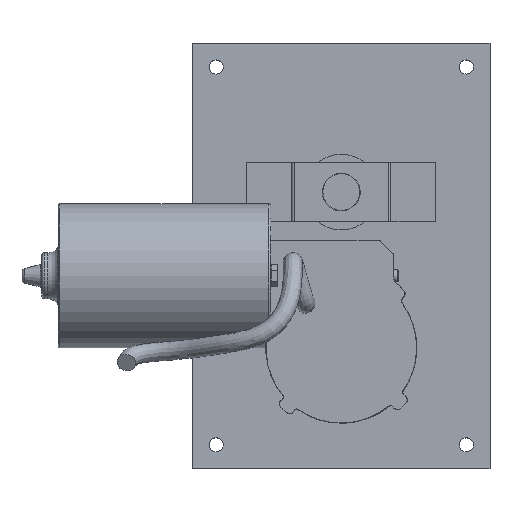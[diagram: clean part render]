
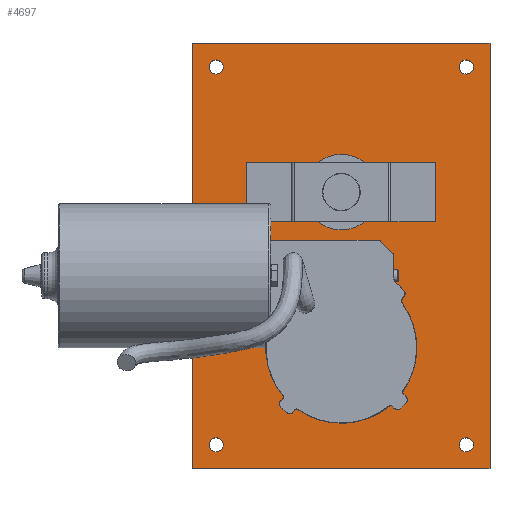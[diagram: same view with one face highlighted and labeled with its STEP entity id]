
A CAD part, top view. The second image highlights one B-rep face of the part: STEP entity #4697.
In plain terms, the highlighted planar face has unit normal (0, 0, 1).
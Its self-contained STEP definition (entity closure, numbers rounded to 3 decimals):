
#3239=FACE_BOUND('',#7114,.T.);
#3240=FACE_BOUND('',#7115,.T.);
#3241=FACE_BOUND('',#7116,.T.);
#3242=FACE_BOUND('',#7117,.T.);
#3243=FACE_BOUND('',#7118,.T.);
#3244=FACE_BOUND('',#7119,.T.);
#3245=FACE_BOUND('',#7120,.T.);
#3246=FACE_BOUND('',#7121,.T.);
#3247=FACE_BOUND('',#7122,.T.);
#3248=FACE_BOUND('',#7123,.T.);
#3461=CIRCLE('',#20589,3.);
#3462=CIRCLE('',#20590,3.);
#3463=CIRCLE('',#20591,3.);
#3464=CIRCLE('',#20592,3.);
#3465=CIRCLE('',#20593,3.);
#3466=CIRCLE('',#20594,3.);
#3467=CIRCLE('',#20595,3.);
#3468=CIRCLE('',#20596,16.);
#3469=CIRCLE('',#20597,15.);
#4697=ADVANCED_FACE('',(#3239,#3240,#3241,#3242,#3243,#3244,#3245,#3246,
#3247,#3248),#5813,.T.);
#5813=PLANE('',#20598);
#7114=EDGE_LOOP('',(#8406));
#7115=EDGE_LOOP('',(#8407));
#7116=EDGE_LOOP('',(#8408));
#7117=EDGE_LOOP('',(#8409));
#7118=EDGE_LOOP('',(#8410));
#7119=EDGE_LOOP('',(#8411));
#7120=EDGE_LOOP('',(#8412));
#7121=EDGE_LOOP('',(#8413));
#7122=EDGE_LOOP('',(#8414));
#7123=EDGE_LOOP('',(#8415,#8416,#8417,#8418));
#8406=ORIENTED_EDGE('',*,*,#15778,.F.);
#8407=ORIENTED_EDGE('',*,*,#15779,.F.);
#8408=ORIENTED_EDGE('',*,*,#15780,.F.);
#8409=ORIENTED_EDGE('',*,*,#15781,.F.);
#8410=ORIENTED_EDGE('',*,*,#15782,.T.);
#8411=ORIENTED_EDGE('',*,*,#15783,.T.);
#8412=ORIENTED_EDGE('',*,*,#15784,.F.);
#8413=ORIENTED_EDGE('',*,*,#15785,.F.);
#8414=ORIENTED_EDGE('',*,*,#15786,.F.);
#8415=ORIENTED_EDGE('',*,*,#15768,.T.);
#8416=ORIENTED_EDGE('',*,*,#15772,.T.);
#8417=ORIENTED_EDGE('',*,*,#15775,.T.);
#8418=ORIENTED_EDGE('',*,*,#15777,.T.);
#13956=VERTEX_POINT('',#29590);
#13957=VERTEX_POINT('',#29592);
#13959=VERTEX_POINT('',#29598);
#13961=VERTEX_POINT('',#29604);
#13962=VERTEX_POINT('',#29611);
#13963=VERTEX_POINT('',#29613);
#13964=VERTEX_POINT('',#29615);
#13965=VERTEX_POINT('',#29617);
#13966=VERTEX_POINT('',#29619);
#13967=VERTEX_POINT('',#29621);
#13968=VERTEX_POINT('',#29623);
#13969=VERTEX_POINT('',#29625);
#13970=VERTEX_POINT('',#29627);
#15768=EDGE_CURVE('',#13957,#13956,#18548,.T.);
#15772=EDGE_CURVE('',#13956,#13959,#18552,.T.);
#15775=EDGE_CURVE('',#13959,#13961,#18555,.T.);
#15777=EDGE_CURVE('',#13961,#13957,#18557,.T.);
#15778=EDGE_CURVE('',#13962,#13962,#3461,.T.);
#15779=EDGE_CURVE('',#13963,#13963,#3462,.T.);
#15780=EDGE_CURVE('',#13964,#13964,#3463,.T.);
#15781=EDGE_CURVE('',#13965,#13965,#3464,.T.);
#15782=EDGE_CURVE('',#13966,#13966,#3465,.T.);
#15783=EDGE_CURVE('',#13967,#13967,#3466,.T.);
#15784=EDGE_CURVE('',#13968,#13968,#3467,.T.);
#15785=EDGE_CURVE('',#13969,#13969,#3468,.T.);
#15786=EDGE_CURVE('',#13970,#13970,#3469,.T.);
#18548=LINE('',#29591,#19487);
#18552=LINE('',#29599,#19491);
#18555=LINE('',#29605,#19494);
#18557=LINE('',#29608,#19496);
#19487=VECTOR('',#23270,1.);
#19491=VECTOR('',#23276,1.);
#19494=VECTOR('',#23281,1.);
#19496=VECTOR('',#23285,1.);
#20589=AXIS2_PLACEMENT_3D('',#29610,#23288,#23289);
#20590=AXIS2_PLACEMENT_3D('',#29612,#23290,#23291);
#20591=AXIS2_PLACEMENT_3D('',#29614,#23292,#23293);
#20592=AXIS2_PLACEMENT_3D('',#29616,#23294,#23295);
#20593=AXIS2_PLACEMENT_3D('',#29618,#23296,#23297);
#20594=AXIS2_PLACEMENT_3D('',#29620,#23298,#23299);
#20595=AXIS2_PLACEMENT_3D('',#29622,#23300,#23301);
#20596=AXIS2_PLACEMENT_3D('',#29624,#23302,#23303);
#20597=AXIS2_PLACEMENT_3D('',#29626,#23304,#23305);
#20598=AXIS2_PLACEMENT_3D('',#29628,#23306,#23307);
#23270=DIRECTION('',(0.,-1.,0.));
#23276=DIRECTION('',(1.,0.,0.));
#23281=DIRECTION('',(0.,1.,0.));
#23285=DIRECTION('',(-1.,0.,0.));
#23288=DIRECTION('',(0.,0.,1.));
#23289=DIRECTION('',(-0.5,0.866,0.));
#23290=DIRECTION('',(0.,0.,1.));
#23291=DIRECTION('',(1.,0.,0.));
#23292=DIRECTION('',(0.,0.,1.));
#23293=DIRECTION('',(-0.5,-0.866,0.));
#23294=DIRECTION('',(0.,0.,1.));
#23295=DIRECTION('',(-1.,0.,0.));
#23296=DIRECTION('',(0.,0.,-1.));
#23297=DIRECTION('',(-1.,0.,0.));
#23298=DIRECTION('',(0.,0.,-1.));
#23299=DIRECTION('',(1.,0.,0.));
#23300=DIRECTION('',(0.,0.,1.));
#23301=DIRECTION('',(1.,0.,0.));
#23302=DIRECTION('',(0.,0.,1.));
#23303=DIRECTION('',(1.,0.,0.));
#23304=DIRECTION('',(0.,0.,1.));
#23305=DIRECTION('',(1.,0.,0.));
#23306=DIRECTION('',(0.,0.,1.));
#23307=DIRECTION('',(1.,0.,0.));
#29590=CARTESIAN_POINT('',(0.,0.,10.));
#29591=CARTESIAN_POINT('',(0.,180.,10.));
#29592=CARTESIAN_POINT('',(0.,180.,10.));
#29598=CARTESIAN_POINT('',(126.,0.,10.));
#29599=CARTESIAN_POINT('',(0.,0.,10.));
#29604=CARTESIAN_POINT('',(126.,180.,10.));
#29605=CARTESIAN_POINT('',(126.,0.,10.));
#29608=CARTESIAN_POINT('',(126.,180.,10.));
#29610=CARTESIAN_POINT('',(41.349,38.5,10.));
#29611=CARTESIAN_POINT('',(39.849,41.098,10.));
#29612=CARTESIAN_POINT('',(63.,76.,10.));
#29613=CARTESIAN_POINT('',(66.,76.,10.));
#29614=CARTESIAN_POINT('',(84.651,38.5,10.));
#29615=CARTESIAN_POINT('',(83.151,35.902,10.));
#29616=CARTESIAN_POINT('',(116.,10.,10.));
#29617=CARTESIAN_POINT('',(113.,10.,10.));
#29618=CARTESIAN_POINT('',(116.,170.,10.));
#29619=CARTESIAN_POINT('',(113.,170.,10.));
#29620=CARTESIAN_POINT('',(10.,10.,10.));
#29621=CARTESIAN_POINT('',(13.,10.,10.));
#29622=CARTESIAN_POINT('',(10.,170.,10.));
#29623=CARTESIAN_POINT('',(13.,170.,10.));
#29624=CARTESIAN_POINT('',(63.,117.,10.));
#29625=CARTESIAN_POINT('',(79.,117.,10.));
#29626=CARTESIAN_POINT('',(63.,51.,10.));
#29627=CARTESIAN_POINT('',(78.,51.,10.));
#29628=CARTESIAN_POINT('',(0.,0.,10.));
